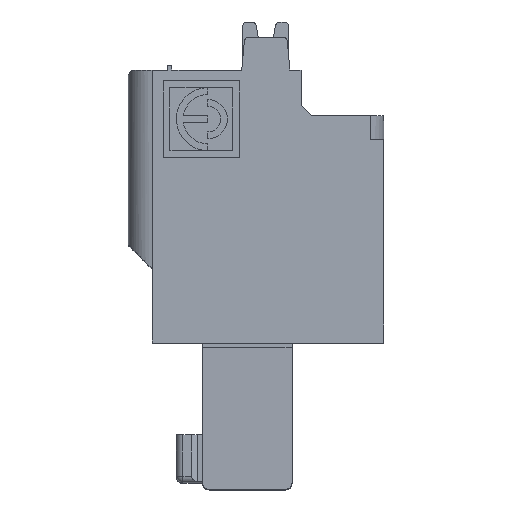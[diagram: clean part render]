
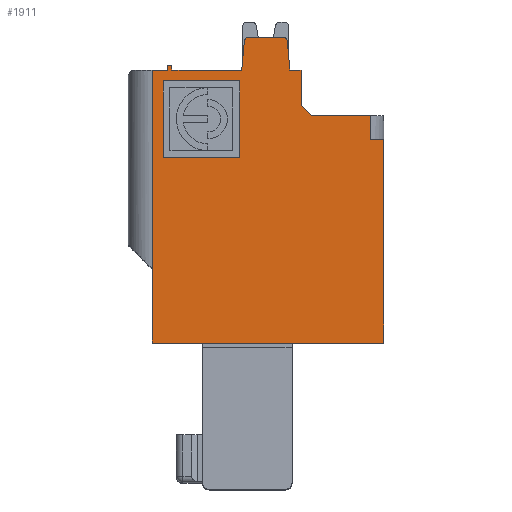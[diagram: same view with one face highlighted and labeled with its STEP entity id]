
A CAD part, top view. The second image highlights one B-rep face of the part: STEP entity #1911.
In plain terms, the highlighted planar face has unit normal (0, 0, 1).
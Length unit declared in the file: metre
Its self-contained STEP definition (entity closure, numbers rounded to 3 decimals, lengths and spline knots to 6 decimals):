
#1911=ADVANCED_FACE('',(#4639,#4640),#4641,.F.);
#3235=EDGE_CURVE('',#6663,#6664,#6665,.T.);
#4639=FACE_BOUND('',#8178,.T.);
#4640=FACE_OUTER_BOUND('',#8179,.T.);
#4641=PLANE('',#8180);
#5430=VERTEX_POINT('',#9238);
#5441=VERTEX_POINT('',#9257);
#5444=VERTEX_POINT('',#9262);
#5448=VERTEX_POINT('',#9268);
#5475=VERTEX_POINT('',#9307);
#5478=VERTEX_POINT('',#9312);
#5481=VERTEX_POINT('',#9317);
#6663=VERTEX_POINT('',#11911);
#6664=VERTEX_POINT('',#11912);
#6665=LINE('',#11913,#11914);
#6686=VERTEX_POINT('',#11946);
#6689=VERTEX_POINT('',#11951);
#7021=VERTEX_POINT('',#12642);
#8178=EDGE_LOOP('',(#15994,#15995,#15996,#15997));
#8179=EDGE_LOOP('',(#15998,#15999,#16000,#16001,#16002,#16003,#16004,#16005,#16006,#16007,#16008,#16009,#16010,#16011,#16012,#16013,#16014,#16015,#16016));
#8180=AXIS2_PLACEMENT_3D('',#16017,#16018,#16019);
#9238=CARTESIAN_POINT('',(0.044215,0.013817,0.0852));
#9257=CARTESIAN_POINT('',(0.0441,0.0125,0.0852));
#9262=CARTESIAN_POINT('',(0.0409,0.0125,0.0852));
#9268=CARTESIAN_POINT('',(0.0409,0.0127,0.0852));
#9307=CARTESIAN_POINT('',(0.0407,0.0125,0.0852));
#9312=CARTESIAN_POINT('',(0.046185,0.013817,0.0852));
#9317=CARTESIAN_POINT('',(0.0463,0.0125,0.0852));
#11911=CARTESIAN_POINT('',(0.0506,0.,0.0852));
#11912=CARTESIAN_POINT('',(0.04,0.,0.0852));
#11913=CARTESIAN_POINT('',(0.0506,0.,0.0852));
#11914=VECTOR('',#18388,1.0);
#11946=CARTESIAN_POINT('',(0.05,0.0093,0.0852));
#11951=CARTESIAN_POINT('',(0.0506,0.0093,0.0852));
#12642=CARTESIAN_POINT('',(0.0407,0.0127,0.0852));
#15994=ORIENTED_EDGE('',*,*,#18611,.T.);
#15995=ORIENTED_EDGE('',*,*,#19530,.T.);
#15996=ORIENTED_EDGE('',*,*,#19531,.T.);
#15997=ORIENTED_EDGE('',*,*,#19395,.T.);
#15998=ORIENTED_EDGE('',*,*,#19532,.F.);
#15999=ORIENTED_EDGE('',*,*,#3235,.F.);
#16000=ORIENTED_EDGE('',*,*,#19533,.T.);
#16001=ORIENTED_EDGE('',*,*,#19534,.F.);
#16002=ORIENTED_EDGE('',*,*,#19535,.F.);
#16003=ORIENTED_EDGE('',*,*,#19413,.F.);
#16004=ORIENTED_EDGE('',*,*,#19402,.T.);
#16005=ORIENTED_EDGE('',*,*,#18626,.T.);
#16006=ORIENTED_EDGE('',*,*,#19536,.F.);
#16007=ORIENTED_EDGE('',*,*,#18723,.T.);
#16008=ORIENTED_EDGE('',*,*,#18721,.T.);
#16009=ORIENTED_EDGE('',*,*,#18725,.T.);
#16010=ORIENTED_EDGE('',*,*,#18658,.T.);
#16011=ORIENTED_EDGE('',*,*,#18662,.T.);
#16012=ORIENTED_EDGE('',*,*,#19537,.F.);
#16013=ORIENTED_EDGE('',*,*,#18698,.T.);
#16014=ORIENTED_EDGE('',*,*,#19538,.F.);
#16015=ORIENTED_EDGE('',*,*,#19539,.F.);
#16016=ORIENTED_EDGE('',*,*,#18716,.F.);
#16017=CARTESIAN_POINT('',(0.054572,0.033759,0.0852));
#16018=DIRECTION('',(0.0,0.,-1.0));
#16019=DIRECTION('',(-1.0,0.0,0.0));
#18388=DIRECTION('',(-1.0,0.,0.));
#18611=EDGE_CURVE('',#20039,#20037,#20040,.T.);
#18626=EDGE_CURVE('',#20065,#20063,#20066,.T.);
#18658=EDGE_CURVE('',#20115,#5430,#20116,.T.);
#18662=EDGE_CURVE('',#5430,#5441,#20120,.T.);
#18698=EDGE_CURVE('',#5444,#5448,#20175,.T.);
#18716=EDGE_CURVE('',#20193,#5475,#20195,.T.);
#18721=EDGE_CURVE('',#5478,#20199,#20201,.T.);
#18723=EDGE_CURVE('',#5481,#5478,#20203,.T.);
#18725=EDGE_CURVE('',#20199,#20115,#20205,.T.);
#19395=EDGE_CURVE('',#21024,#20039,#21028,.T.);
#19402=EDGE_CURVE('',#21036,#20065,#21038,.T.);
#19413=EDGE_CURVE('',#21036,#21054,#21055,.T.);
#19530=EDGE_CURVE('',#20037,#21191,#21192,.T.);
#19531=EDGE_CURVE('',#21191,#21024,#21193,.T.);
#19532=EDGE_CURVE('',#6664,#20193,#21194,.T.);
#19533=EDGE_CURVE('',#6663,#6689,#21195,.T.);
#19534=EDGE_CURVE('',#6686,#6689,#21196,.T.);
#19535=EDGE_CURVE('',#21054,#6686,#21197,.T.);
#19536=EDGE_CURVE('',#5481,#20063,#21198,.T.);
#19537=EDGE_CURVE('',#5444,#5441,#21199,.T.);
#19538=EDGE_CURVE('',#7021,#5448,#21200,.T.);
#19539=EDGE_CURVE('',#5475,#7021,#21201,.T.);
#20037=VERTEX_POINT('',#21852);
#20039=VERTEX_POINT('',#21855);
#20040=LINE('',#21856,#21857);
#20063=VERTEX_POINT('',#21896);
#20065=VERTEX_POINT('',#21899);
#20066=LINE('',#21900,#21901);
#20115=VERTEX_POINT('',#21972);
#20116=CIRCLE('',#21973,0.0002);
#20120=LINE('',#21978,#21979);
#20175=LINE('',#22055,#22056);
#20193=VERTEX_POINT('',#22085);
#20195=LINE('',#22088,#22089);
#20199=VERTEX_POINT('',#22095);
#20201=CIRCLE('',#22098,0.0002);
#20203=LINE('',#22100,#22101);
#20205=LINE('',#22103,#22104);
#21024=VERTEX_POINT('',#23267);
#21028=LINE('',#23273,#23274);
#21036=VERTEX_POINT('',#23282);
#21038=LINE('',#23285,#23286);
#21054=VERTEX_POINT('',#23307);
#21055=LINE('',#23308,#23309);
#21191=VERTEX_POINT('',#23499);
#21192=LINE('',#23500,#23501);
#21193=LINE('',#23502,#23503);
#21194=LINE('',#23504,#23505);
#21195=LINE('',#23506,#23507);
#21196=LINE('',#23508,#23509);
#21197=LINE('',#23510,#23511);
#21198=LINE('',#23512,#23513);
#21199=LINE('',#23514,#23515);
#21200=LINE('',#23516,#23517);
#21201=LINE('',#23518,#23519);
#21852=CARTESIAN_POINT('',(0.044,0.0085,0.0852));
#21855=CARTESIAN_POINT('',(0.044,0.012,0.0852));
#21856=CARTESIAN_POINT('',(0.044,0.033759,0.0852));
#21857=VECTOR('',#24291,1.0);
#21896=CARTESIAN_POINT('',(0.046811,0.0125,0.0852));
#21899=CARTESIAN_POINT('',(0.046811,0.010896,0.0852));
#21900=CARTESIAN_POINT('',(0.046811,0.033759,0.0852));
#21901=VECTOR('',#24303,1.0);
#21972=CARTESIAN_POINT('',(0.044414,0.014,0.0852));
#21973=AXIS2_PLACEMENT_3D('',#24333,#24334,#24335);
#21978=CARTESIAN_POINT('',(0.044215,0.013817,0.0852));
#21979=VECTOR('',#24337,1.0);
#22055=CARTESIAN_POINT('',(0.0409,0.0125,0.0852));
#22056=VECTOR('',#24374,1.0);
#22085=CARTESIAN_POINT('',(0.04,0.0125,0.0852));
#22088=CARTESIAN_POINT('',(0.04,0.0125,0.0852));
#22089=VECTOR('',#24399,1.0);
#22095=CARTESIAN_POINT('',(0.045985,0.014,0.0852));
#22098=AXIS2_PLACEMENT_3D('',#24403,#24404,#24405);
#22100=CARTESIAN_POINT('',(0.0463,0.0125,0.0852));
#22101=VECTOR('',#24406,1.0);
#22103=CARTESIAN_POINT('',(0.044475,0.014,0.0852));
#22104=VECTOR('',#24407,1.0);
#23267=CARTESIAN_POINT('',(0.0405,0.012,0.0852));
#23273=CARTESIAN_POINT('',(0.054072,0.012,0.0852));
#23274=VECTOR('',#24909,1.0);
#23282=CARTESIAN_POINT('',(0.047307,0.0104,0.0852));
#23285=CARTESIAN_POINT('',(0.039267,0.01844,0.0852));
#23286=VECTOR('',#24920,1.0);
#23307=CARTESIAN_POINT('',(0.05,0.0104,0.0852));
#23308=CARTESIAN_POINT('',(0.054572,0.0104,0.0852));
#23309=VECTOR('',#24938,1.0);
#23499=CARTESIAN_POINT('',(0.0405,0.0085,0.0852));
#23500=CARTESIAN_POINT('',(0.054072,0.0085,0.0852));
#23501=VECTOR('',#25038,1.0);
#23502=CARTESIAN_POINT('',(0.0405,0.033759,0.0852));
#23503=VECTOR('',#25039,1.0);
#23504=CARTESIAN_POINT('',(0.04,0.0118,0.0852));
#23505=VECTOR('',#25040,1.0);
#23506=CARTESIAN_POINT('',(0.0506,0.,0.0852));
#23507=VECTOR('',#25041,1.0);
#23508=CARTESIAN_POINT('',(0.05,0.0093,0.0852));
#23509=VECTOR('',#25042,1.0);
#23510=CARTESIAN_POINT('',(0.05,0.0125,0.0852));
#23511=VECTOR('',#25043,1.0);
#23512=CARTESIAN_POINT('',(0.0463,0.0125,0.0852));
#23513=VECTOR('',#25044,1.0);
#23514=CARTESIAN_POINT('',(0.0409,0.0125,0.0852));
#23515=VECTOR('',#25045,1.0);
#23516=CARTESIAN_POINT('',(0.0407,0.0127,0.0852));
#23517=VECTOR('',#25046,1.0);
#23518=CARTESIAN_POINT('',(0.0407,0.0125,0.0852));
#23519=VECTOR('',#25047,1.0);
#24291=DIRECTION('',(0.,-1.0,0.));
#24303=DIRECTION('',(0.,1.0,0.));
#24333=CARTESIAN_POINT('',(0.044414,0.0138,0.0852));
#24334=DIRECTION('',(0.0,0.,1.0));
#24335=DIRECTION('',(0.0,1.0,0.));
#24337=DIRECTION('',(-0.087,-0.996,0.));
#24374=DIRECTION('',(0.0,1.0,0.));
#24399=DIRECTION('',(1.0,0.0,0.0));
#24403=CARTESIAN_POINT('',(0.045985,0.0138,0.0852));
#24404=DIRECTION('',(0.,0.,1.0));
#24405=DIRECTION('',(0.996,0.087,0.));
#24406=DIRECTION('',(-0.087,0.996,0.));
#24407=DIRECTION('',(-1.0,-0.0,0.0));
#24909=DIRECTION('',(1.0,0.,0.));
#24920=DIRECTION('',(-0.707,0.707,0.));
#24938=DIRECTION('',(1.0,0.,0.));
#25038=DIRECTION('',(-1.0,0.,0.));
#25039=DIRECTION('',(0.,1.0,0.));
#25040=DIRECTION('',(0.0,1.0,0.));
#25041=DIRECTION('',(0.0,1.0,0.));
#25042=DIRECTION('',(1.0,0.0,0.0));
#25043=DIRECTION('',(0.0,-1.0,0.));
#25044=DIRECTION('',(1.0,0.0,0.0));
#25045=DIRECTION('',(1.0,0.0,0.0));
#25046=DIRECTION('',(1.0,0.0,0.0));
#25047=DIRECTION('',(0.0,1.0,0.));
